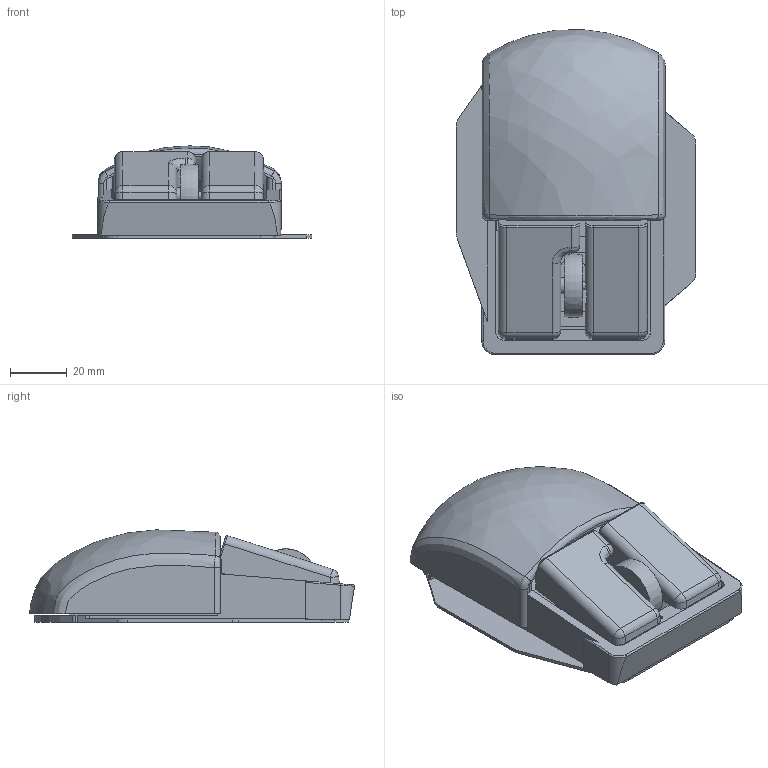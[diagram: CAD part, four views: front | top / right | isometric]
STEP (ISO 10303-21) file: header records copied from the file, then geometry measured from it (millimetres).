
FILE_DESCRIPTION(/* description */ ('STEP AP242','CAx-IF Rec.Pracs.---Representation and Presentation of Product Manufacturing Information (PMI)---4.0---2014-10-13','CAx-IF Rec.Pracs.---3D Tessellated Geometry---0.4---2014-09-14','2;1'),/* implementation_level */ '2;1');
FILE_NAME(/* name */ '6877ff3a9a278a3e328e8d14',/* time_stamp */ '2025-07-16T19:36:28Z',/* author */ (''),/* organization */ (''),/* preprocessor_version */ 'ST-DEVELOPER v20',/* originating_system */ 'ONSHAPE BY PTC INC, 1.200',/* authorisation */ ' ');
FILE_SCHEMA (('AP242_MANAGED_MODEL_BASED_3D_ENGINEERING_MIM_LF { 1 0 10303 442 1 1 4 }'));
Length unit declared in the file: metre
Products named in the file (7): assembly; Part 1; Document; Part 5
Assembly tree (6 placements, depth 2):
  assembly
    Part 1
    Document
    Document
    Part 5
    Document
    Part 1
Bounding box: 84.46 x 114.38 x 32.48 mm (x, y, z)
Volume: 79913 mm3; surface area: 58814.3 mm2
Topology: 6 solids, 6 shells, 595 faces, 1588 edges, 1038 vertices
Faces by surface type: plane 434, cylinder 134, bspline 19, sphere 5, cone 2, torus 1
Full cylindrical faces by diameter (mm): 0.548 x2, 0.64 x1, 0.839 x2, 1 x2, 1.253 x12, 1.5 x5, 1.85 x2, 2.818 x1, 3.249 x1, 3.4 x3, 4.2 x1, 5.7 x1, 5.9 x1
Entity records: 19546 total; most frequent: CARTESIAN_POINT 4588, ORIENTED_EDGE 3076, DIRECTION 2930, EDGE_CURVE 1538, LINE 1194, VECTOR 1194, VERTEX_POINT 1028, AXIS2_PLACEMENT_3D 868
